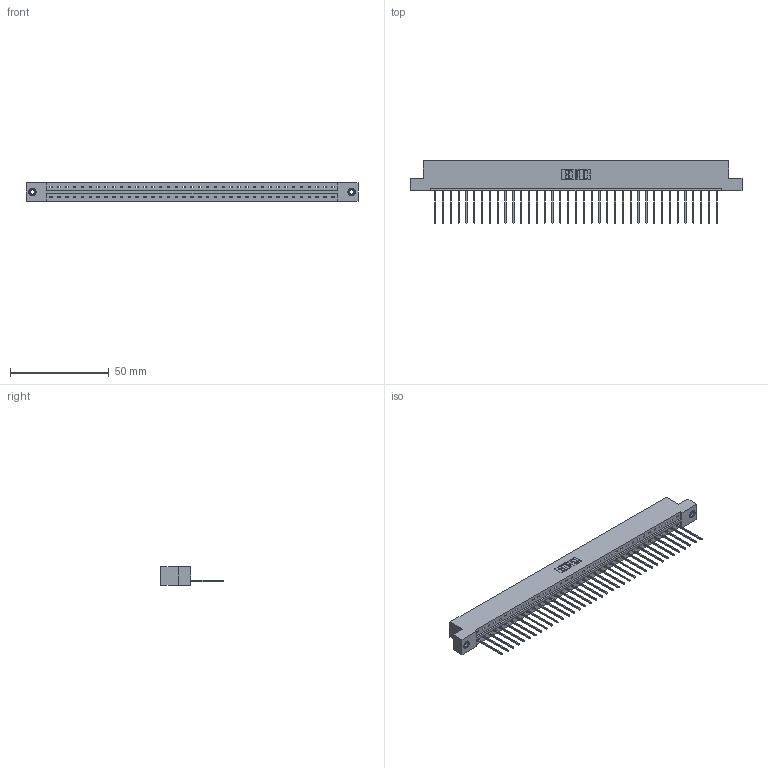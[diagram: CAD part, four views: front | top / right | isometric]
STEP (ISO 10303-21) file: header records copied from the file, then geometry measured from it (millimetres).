
FILE_DESCRIPTION (( 'STEP AP203' ), '1' );
FILE_NAME ('833-037-542-108.STEP', '2020-06-03T05:29:55', ( '' ), ( '' ), 'SwSTEP 2.0', 'SolidWorks 2020', '' );
FILE_SCHEMA (( 'CONFIG_CONTROL_DESIGN' ));
Length unit declared in the file: inch
Products named in the file (4): 345-250-001_345-250-003-102; 345-292-001_345-293-142; 833-037-542-108; 833 Part_Flush - .156 Dia - TI
Assembly tree (40 placements, depth 2):
  833-037-542-108
    833 Part_Flush - .156 Dia - TI
    345-292-001_345-293-142  x37
    345-250-001_345-250-003-102  x2
Bounding box: 168.15 x 31.63 x 9.4 mm (x, y, z)
Volume: 16953.2 mm3; surface area: 18878.3 mm2
Topology: 40 solids, 40 shells, 2320 faces, 6959 edges, 4582 vertices
Faces by surface type: plane 1656, cylinder 648, cone 12, torus 4
Entity records: 24470 total; most frequent: CARTESIAN_POINT 4204, ORIENTED_EDGE 4170, DIRECTION 3589, EDGE_CURVE 2085, LINE 1937, VECTOR 1937, VERTEX_POINT 1384, AXIS2_PLACEMENT_3D 826
